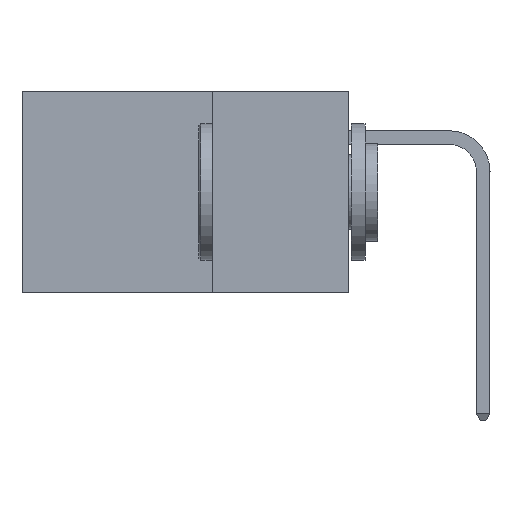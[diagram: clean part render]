
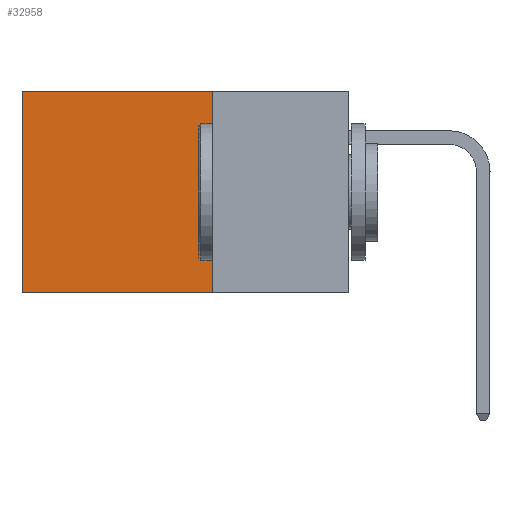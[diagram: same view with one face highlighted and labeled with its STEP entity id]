
A CAD part, left-side view. The second image highlights one B-rep face of the part: STEP entity #32958.
In plain terms, the highlighted planar face has unit normal (-1, 0, 0).
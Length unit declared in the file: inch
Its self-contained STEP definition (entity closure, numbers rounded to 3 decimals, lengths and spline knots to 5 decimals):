
#1266 = VERTEX_POINT ( 'NONE', #30624 ) ;
#2890 = EDGE_CURVE ( 'NONE', #1266, #29874, #15282, .T. ) ;
#4173 = VECTOR ( 'NONE', #39690, 39.37008 ) ;
#4621 = DIRECTION ( 'NONE',  ( 1., 0., 0. ) ) ;
#5413 = DIRECTION ( 'NONE',  ( 0., 0., -1. ) ) ;
#7670 = ORIENTED_EDGE ( 'NONE', *, *, #30041, .F. ) ;
#9082 = LINE ( 'NONE', #18122, #25995 ) ;
#10725 = ORIENTED_EDGE ( 'NONE', *, *, #2890, .T. ) ;
#13213 = LINE ( 'NONE', #24403, #37844 ) ;
#13350 = VERTEX_POINT ( 'NONE', #32555 ) ;
#14653 = CARTESIAN_POINT ( 'NONE',  ( 0.2875, 0.25, 0. ) ) ;
#15282 = LINE ( 'NONE', #15431, #38863 ) ;
#15431 = CARTESIAN_POINT ( 'NONE',  ( 0.2875, 0.6, 0. ) ) ;
#16516 = EDGE_LOOP ( 'NONE', ( #10725, #18545, #7670, #20849 ) ) ;
#17971 = DIRECTION ( 'NONE',  ( 0., 1., 0. ) ) ;
#18040 = VERTEX_POINT ( 'NONE', #18606 ) ;
#18122 = CARTESIAN_POINT ( 'NONE',  ( 0.2875, 0.25, 0. ) ) ;
#18545 = ORIENTED_EDGE ( 'NONE', *, *, #37642, .F. ) ;
#18606 = CARTESIAN_POINT ( 'NONE',  ( 0.2875, 0.25, 0. ) ) ;
#20849 = ORIENTED_EDGE ( 'NONE', *, *, #36409, .T. ) ;
#21440 = PLANE ( 'NONE',  #38584 ) ;
#22110 = LINE ( 'NONE', #43010, #4173 ) ;
#24403 = CARTESIAN_POINT ( 'NONE',  ( 0.2875, 0.25, -0.37 ) ) ;
#25995 = VECTOR ( 'NONE', #17971, 39.37008 ) ;
#28205 = DIRECTION ( 'NONE',  ( 0., 0., -1. ) ) ;
#29874 = VERTEX_POINT ( 'NONE', #35656 ) ;
#30041 = EDGE_CURVE ( 'NONE', #18040, #13350, #22110, .T. ) ;
#30624 = CARTESIAN_POINT ( 'NONE',  ( 0.2875, 0.6, 0. ) ) ;
#32555 = CARTESIAN_POINT ( 'NONE',  ( 0.2875, 0.25, -0.37 ) ) ;
#32958 = ADVANCED_FACE ( 'NONE', ( #40845 ), #21440, .F. ) ;
#35656 = CARTESIAN_POINT ( 'NONE',  ( 0.2875, 0.6, -0.37 ) ) ;
#36409 = EDGE_CURVE ( 'NONE', #18040, #1266, #9082, .T. ) ;
#37642 = EDGE_CURVE ( 'NONE', #13350, #29874, #13213, .T. ) ;
#37844 = VECTOR ( 'NONE', #41147, 39.37008 ) ;
#38584 = AXIS2_PLACEMENT_3D ( 'NONE', #14653, #4621, #28205 ) ;
#38863 = VECTOR ( 'NONE', #5413, 39.37008 ) ;
#39690 = DIRECTION ( 'NONE',  ( 0., 0., -1. ) ) ;
#40845 = FACE_OUTER_BOUND ( 'NONE', #16516, .T. ) ;
#41147 = DIRECTION ( 'NONE',  ( 0., 1., 0. ) ) ;
#43010 = CARTESIAN_POINT ( 'NONE',  ( 0.2875, 0.25, 0. ) ) ;
